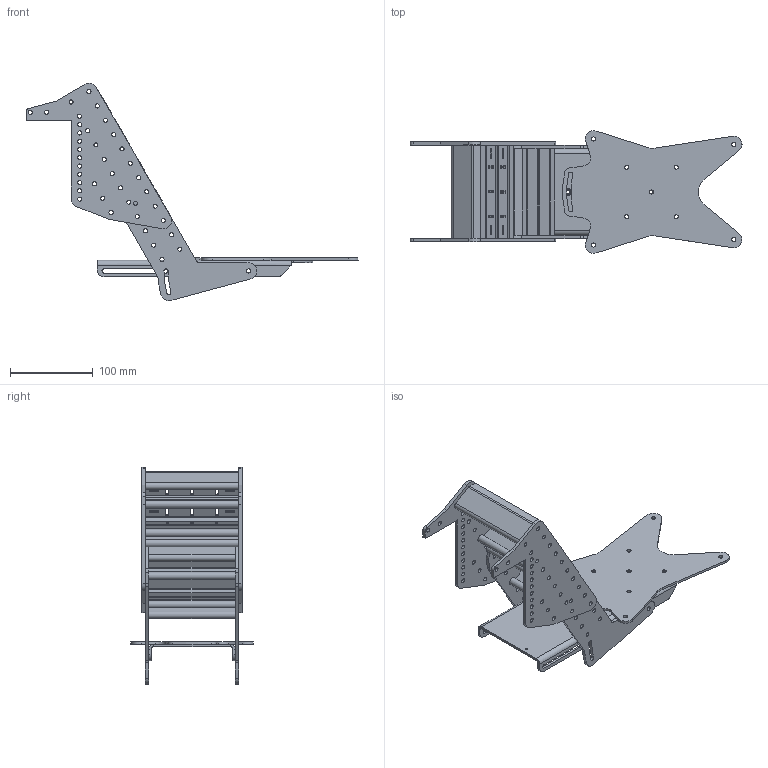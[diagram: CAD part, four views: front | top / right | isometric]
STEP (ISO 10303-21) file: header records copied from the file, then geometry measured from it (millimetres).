
FILE_DESCRIPTION(/* description */ (''),/* implementation_level */ '2;1');
FILE_NAME(/* name */ 'VKB UCM-S v9.step',/* time_stamp */ '2023-11-18T11:35:56-05:00',/* author */ (''),/* organization */ (''),/* preprocessor_version */ 'ST-DEVELOPER v20',/* originating_system */ 'Autodesk Translation Framework v12.14.0.127',/* authorisation */ '');
FILE_SCHEMA (('AUTOMOTIVE_DESIGN { 1 0 10303 214 3 1 1 }'));
Length unit declared in the file: millimetre
Products named in the file (8): VKB UCM-S; Bottom Plate; Top Plate; Base Plate; 94674A602_NO THREADS_Flush-Mount Press-Fit Nut for Sheet Metal; Joystick Plate; Long Module Mount; Short Module Mount
Assembly tree (9 placements, depth 3):
  VKB UCM-S
    Bottom Plate  x2
    Top Plate  x2
    Base Plate
      94674A602_NO THREADS_Flush-Mount Press-Fit Nut for Sheet Metal
    Joystick Plate
    Long Module Mount
    Short Module Mount
Bounding box: 401.66 x 148.35 x 262.8 mm (x, y, z)
Volume: 467929.1 mm3; surface area: 334090.7 mm2
Topology: 9 solids, 9 shells, 497 faces, 1418 edges, 940 vertices
Faces by surface type: cylinder 258, plane 232, cone 7
Full cylindrical faces by diameter (mm): 2.75 x6, 3 x4, 4 x4, 5 x120, 6.35 x1, 7.35 x1, 25 x1
Entity records: 14232 total; most frequent: CARTESIAN_POINT 2464, DIRECTION 2408, ORIENTED_EDGE 2356, EDGE_CURVE 1178, AXIS2_PLACEMENT_3D 820, VERTEX_POINT 780, LINE 768, VECTOR 768
